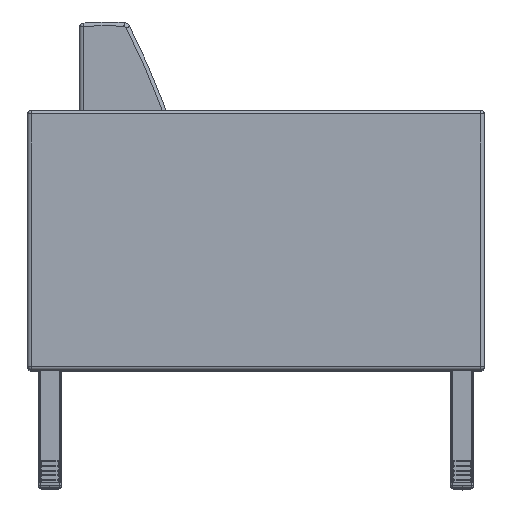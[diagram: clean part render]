
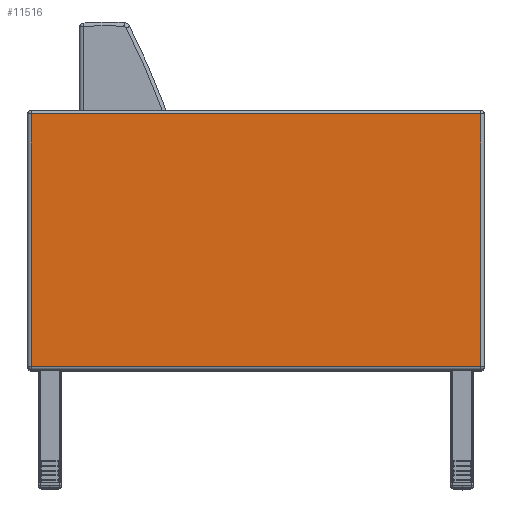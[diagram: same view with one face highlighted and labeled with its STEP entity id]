
A CAD part, top view. The second image highlights one B-rep face of the part: STEP entity #11516.
In plain terms, the highlighted planar face has unit normal (0, 0, 1).
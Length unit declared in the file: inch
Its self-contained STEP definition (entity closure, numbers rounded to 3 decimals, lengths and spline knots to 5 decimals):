
#1030=PLANE('',#12398);
#1259=LINE('',#17226,#1937);
#1261=LINE('',#17229,#1939);
#1271=LINE('',#17244,#1949);
#1273=LINE('',#17247,#1951);
#1937=VECTOR('',#13807,30.25);
#1939=VECTOR('',#13811,17.);
#1949=VECTOR('',#13831,17.);
#1951=VECTOR('',#13835,30.25);
#2888=FACE_OUTER_BOUND('',#3736,.T.);
#3736=EDGE_LOOP('',(#8037,#8038,#8039,#8040));
#5238=VERTEX_POINT('',#17162);
#5244=VERTEX_POINT('',#17176);
#5247=VERTEX_POINT('',#17183);
#5256=VERTEX_POINT('',#17204);
#6231=EDGE_CURVE('',#5247,#5256,#1259,.T.);
#6233=EDGE_CURVE('',#5256,#5244,#1261,.T.);
#6243=EDGE_CURVE('',#5238,#5247,#1271,.T.);
#6245=EDGE_CURVE('',#5244,#5238,#1273,.T.);
#8037=ORIENTED_EDGE('',*,*,#6231,.F.);
#8038=ORIENTED_EDGE('',*,*,#6243,.F.);
#8039=ORIENTED_EDGE('',*,*,#6245,.F.);
#8040=ORIENTED_EDGE('',*,*,#6233,.F.);
#11516=ADVANCED_FACE('',(#2888),#1030,.T.);
#12398=AXIS2_PLACEMENT_3D('',#17255,#13847,#13848);
#13807=DIRECTION('',(1.,0.,0.));
#13811=DIRECTION('',(0.,-1.,0.));
#13831=DIRECTION('',(0.,1.,0.));
#13835=DIRECTION('',(-1.,0.,0.));
#13847=DIRECTION('center_axis',(0.,0.,1.));
#13848=DIRECTION('ref_axis',(1.,0.,0.));
#17162=CARTESIAN_POINT('',(0.25,-17.25,3.5));
#17176=CARTESIAN_POINT('',(30.5,-17.25,3.5));
#17183=CARTESIAN_POINT('',(0.25,-0.25,3.5));
#17204=CARTESIAN_POINT('',(30.5,-0.25,3.5));
#17226=CARTESIAN_POINT('',(23.0625,-0.25,3.5));
#17229=CARTESIAN_POINT('',(30.5,-13.125,3.5));
#17244=CARTESIAN_POINT('',(0.25,-4.375,3.5));
#17247=CARTESIAN_POINT('',(7.6875,-17.25,3.5));
#17255=CARTESIAN_POINT('Origin',(15.375,-8.75,3.5));
